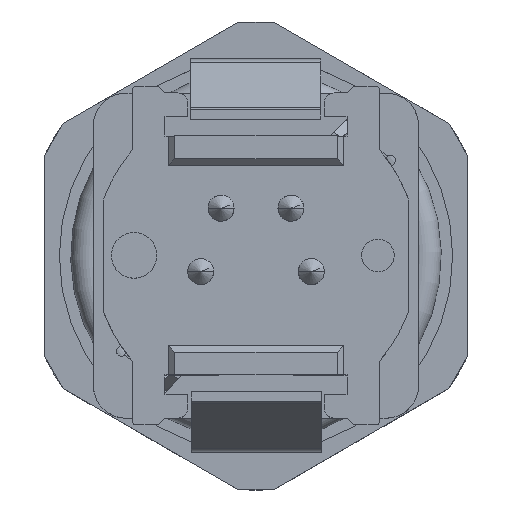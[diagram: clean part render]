
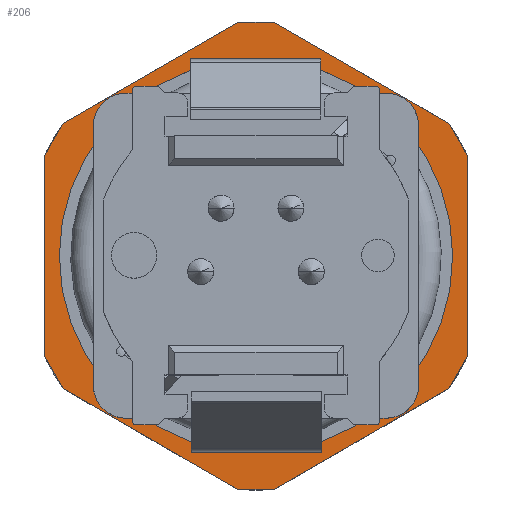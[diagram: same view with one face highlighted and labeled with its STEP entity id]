
A CAD part, top view. The second image highlights one B-rep face of the part: STEP entity #206.
In plain terms, the highlighted planar face has unit normal (0, 0, 1).
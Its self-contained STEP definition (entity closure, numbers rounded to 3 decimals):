
#76=AXIS2_PLACEMENT_3D('Plane Axis2P3D',#73,#74,#75) ;
#190=AXIS2_PLACEMENT_3D('Circle Axis2P3D',#188,#189,$) ;
#199=AXIS2_PLACEMENT_3D('Circle Axis2P3D',#197,#198,$) ;
#73=CARTESIAN_POINT('Axis2P3D Location',(13.125,7.203,8.)) ;
#79=CARTESIAN_POINT('Control Point',(12.432,11.284,8.)) ;
#80=CARTESIAN_POINT('Control Point',(12.647,10.971,8.)) ;
#81=CARTESIAN_POINT('Control Point',(12.837,10.642,8.)) ;
#82=CARTESIAN_POINT('Control Point',(13.,10.3,8.)) ;
#83=CARTESIAN_POINT('Vertex',(13.,10.3,8.)) ;
#85=CARTESIAN_POINT('Vertex',(12.432,11.284,8.)) ;
#89=CARTESIAN_POINT('Control Point',(7.068,14.381,8.)) ;
#90=CARTESIAN_POINT('Control Point',(8.856,13.348,8.)) ;
#91=CARTESIAN_POINT('Control Point',(10.644,12.316,8.)) ;
#92=CARTESIAN_POINT('Control Point',(12.432,11.284,8.)) ;
#93=CARTESIAN_POINT('Vertex',(7.068,14.381,8.)) ;
#97=CARTESIAN_POINT('Control Point',(5.932,14.381,8.)) ;
#98=CARTESIAN_POINT('Control Point',(6.31,14.411,8.)) ;
#99=CARTESIAN_POINT('Control Point',(6.69,14.411,8.)) ;
#100=CARTESIAN_POINT('Control Point',(7.068,14.381,8.)) ;
#101=CARTESIAN_POINT('Vertex',(5.932,14.381,8.)) ;
#105=CARTESIAN_POINT('Control Point',(0.568,11.284,8.)) ;
#106=CARTESIAN_POINT('Control Point',(2.356,12.316,8.)) ;
#107=CARTESIAN_POINT('Control Point',(4.144,13.348,8.)) ;
#108=CARTESIAN_POINT('Control Point',(5.932,14.381,8.)) ;
#109=CARTESIAN_POINT('Vertex',(0.568,11.284,8.)) ;
#113=CARTESIAN_POINT('Control Point',(0.,10.3,8.)) ;
#114=CARTESIAN_POINT('Control Point',(0.163,10.642,8.)) ;
#115=CARTESIAN_POINT('Control Point',(0.353,10.971,8.)) ;
#116=CARTESIAN_POINT('Control Point',(0.568,11.284,8.)) ;
#117=CARTESIAN_POINT('Vertex',(0.,10.3,8.)) ;
#121=CARTESIAN_POINT('Control Point',(0.,4.106,8.)) ;
#122=CARTESIAN_POINT('Control Point',(0.,6.171,8.)) ;
#123=CARTESIAN_POINT('Control Point',(0.,8.235,8.)) ;
#124=CARTESIAN_POINT('Control Point',(0.,10.3,8.)) ;
#125=CARTESIAN_POINT('Vertex',(0.,4.106,8.)) ;
#129=CARTESIAN_POINT('Control Point',(0.568,3.122,8.)) ;
#130=CARTESIAN_POINT('Control Point',(0.353,3.435,8.)) ;
#131=CARTESIAN_POINT('Control Point',(0.163,3.764,8.)) ;
#132=CARTESIAN_POINT('Control Point',(0.,4.106,8.)) ;
#133=CARTESIAN_POINT('Vertex',(0.568,3.122,8.)) ;
#137=CARTESIAN_POINT('Control Point',(5.931,0.026,8.)) ;
#138=CARTESIAN_POINT('Control Point',(4.144,1.058,8.)) ;
#139=CARTESIAN_POINT('Control Point',(2.356,2.09,8.)) ;
#140=CARTESIAN_POINT('Control Point',(0.568,3.122,8.)) ;
#141=CARTESIAN_POINT('Vertex',(5.931,0.026,8.)) ;
#145=CARTESIAN_POINT('Control Point',(7.069,0.026,8.)) ;
#146=CARTESIAN_POINT('Control Point',(6.69,-0.004,8.)) ;
#147=CARTESIAN_POINT('Control Point',(6.31,-0.004,8.)) ;
#148=CARTESIAN_POINT('Control Point',(5.931,0.026,8.)) ;
#149=CARTESIAN_POINT('Vertex',(7.069,0.026,8.)) ;
#153=CARTESIAN_POINT('Control Point',(12.432,3.122,8.)) ;
#154=CARTESIAN_POINT('Control Point',(10.644,2.09,8.)) ;
#155=CARTESIAN_POINT('Control Point',(8.856,1.058,8.)) ;
#156=CARTESIAN_POINT('Control Point',(7.069,0.026,8.)) ;
#157=CARTESIAN_POINT('Vertex',(12.432,3.122,8.)) ;
#161=CARTESIAN_POINT('Control Point',(13.,4.106,8.)) ;
#162=CARTESIAN_POINT('Control Point',(12.837,3.764,8.)) ;
#163=CARTESIAN_POINT('Control Point',(12.647,3.435,8.)) ;
#164=CARTESIAN_POINT('Control Point',(12.432,3.122,8.)) ;
#165=CARTESIAN_POINT('Vertex',(13.,4.106,8.)) ;
#169=CARTESIAN_POINT('Control Point',(13.,10.3,8.)) ;
#170=CARTESIAN_POINT('Control Point',(13.,8.235,8.)) ;
#171=CARTESIAN_POINT('Control Point',(13.,6.171,8.)) ;
#172=CARTESIAN_POINT('Control Point',(13.,4.106,8.)) ;
#188=CARTESIAN_POINT('Axis2P3D Location',(6.5,7.203,8.)) ;
#192=CARTESIAN_POINT('Vertex',(12.55,7.203,8.)) ;
#194=CARTESIAN_POINT('Vertex',(0.45,7.203,8.)) ;
#197=CARTESIAN_POINT('Axis2P3D Location',(6.5,7.203,8.)) ;
#74=DIRECTION('Axis2P3D Direction',(0.,0.,1.)) ;
#75=DIRECTION('Axis2P3D XDirection',(0.,-1.,0.)) ;
#189=DIRECTION('Axis2P3D Direction',(0.,0.,1.)) ;
#198=DIRECTION('Axis2P3D Direction',(0.,0.,1.)) ;
#175=ORIENTED_EDGE('',*,*,#87,.T.) ;
#176=ORIENTED_EDGE('',*,*,#95,.T.) ;
#177=ORIENTED_EDGE('',*,*,#103,.T.) ;
#178=ORIENTED_EDGE('',*,*,#111,.T.) ;
#179=ORIENTED_EDGE('',*,*,#119,.T.) ;
#180=ORIENTED_EDGE('',*,*,#127,.T.) ;
#181=ORIENTED_EDGE('',*,*,#135,.T.) ;
#182=ORIENTED_EDGE('',*,*,#143,.T.) ;
#183=ORIENTED_EDGE('',*,*,#151,.T.) ;
#184=ORIENTED_EDGE('',*,*,#159,.T.) ;
#185=ORIENTED_EDGE('',*,*,#167,.T.) ;
#186=ORIENTED_EDGE('',*,*,#173,.T.) ;
#203=ORIENTED_EDGE('',*,*,#196,.F.) ;
#204=ORIENTED_EDGE('',*,*,#201,.F.) ;
#205=FACE_BOUND('',#202,.T.) ;
#206=ADVANCED_FACE('V1',(#187,#205),#77,.T.) ;
#78=B_SPLINE_CURVE_WITH_KNOTS('',3,(#79,#80,#81,#82),.UNSPECIFIED.,.F.,.U.,(4,4),(0.,1.138),.UNSPECIFIED.) ;
#88=B_SPLINE_CURVE_WITH_KNOTS('',3,(#89,#90,#91,#92),.UNSPECIFIED.,.F.,.U.,(4,4),(0.,6.194),.UNSPECIFIED.) ;
#96=B_SPLINE_CURVE_WITH_KNOTS('',3,(#97,#98,#99,#100),.UNSPECIFIED.,.F.,.U.,(4,4),(0.,1.138),.UNSPECIFIED.) ;
#104=B_SPLINE_CURVE_WITH_KNOTS('',3,(#105,#106,#107,#108),.UNSPECIFIED.,.F.,.U.,(4,4),(0.,6.194),.UNSPECIFIED.) ;
#112=B_SPLINE_CURVE_WITH_KNOTS('',3,(#113,#114,#115,#116),.UNSPECIFIED.,.F.,.U.,(4,4),(0.,1.138),.UNSPECIFIED.) ;
#120=B_SPLINE_CURVE_WITH_KNOTS('',3,(#121,#122,#123,#124),.UNSPECIFIED.,.F.,.U.,(4,4),(0.,6.194),.UNSPECIFIED.) ;
#128=B_SPLINE_CURVE_WITH_KNOTS('',3,(#129,#130,#131,#132),.UNSPECIFIED.,.F.,.U.,(4,4),(0.,1.139),.UNSPECIFIED.) ;
#136=B_SPLINE_CURVE_WITH_KNOTS('',3,(#137,#138,#139,#140),.UNSPECIFIED.,.F.,.U.,(4,4),(0.,6.193),.UNSPECIFIED.) ;
#144=B_SPLINE_CURVE_WITH_KNOTS('',3,(#145,#146,#147,#148),.UNSPECIFIED.,.F.,.U.,(4,4),(0.,1.139),.UNSPECIFIED.) ;
#152=B_SPLINE_CURVE_WITH_KNOTS('',3,(#153,#154,#155,#156),.UNSPECIFIED.,.F.,.U.,(4,4),(0.,6.193),.UNSPECIFIED.) ;
#160=B_SPLINE_CURVE_WITH_KNOTS('',3,(#161,#162,#163,#164),.UNSPECIFIED.,.F.,.U.,(4,4),(0.,1.139),.UNSPECIFIED.) ;
#168=B_SPLINE_CURVE_WITH_KNOTS('',3,(#169,#170,#171,#172),.UNSPECIFIED.,.F.,.U.,(4,4),(0.,6.194),.UNSPECIFIED.) ;
#191=CIRCLE('generated circle',#190,6.05) ;
#200=CIRCLE('generated circle',#199,6.05) ;
#87=EDGE_CURVE('',#84,#86,#78,.F.) ;
#95=EDGE_CURVE('',#86,#94,#88,.F.) ;
#103=EDGE_CURVE('',#94,#102,#96,.F.) ;
#111=EDGE_CURVE('',#102,#110,#104,.F.) ;
#119=EDGE_CURVE('',#110,#118,#112,.F.) ;
#127=EDGE_CURVE('',#118,#126,#120,.F.) ;
#135=EDGE_CURVE('',#126,#134,#128,.F.) ;
#143=EDGE_CURVE('',#134,#142,#136,.F.) ;
#151=EDGE_CURVE('',#142,#150,#144,.F.) ;
#159=EDGE_CURVE('',#150,#158,#152,.F.) ;
#167=EDGE_CURVE('',#158,#166,#160,.F.) ;
#173=EDGE_CURVE('',#166,#84,#168,.F.) ;
#196=EDGE_CURVE('',#193,#195,#191,.T.) ;
#201=EDGE_CURVE('',#195,#193,#200,.T.) ;
#174=EDGE_LOOP('',(#175,#176,#177,#178,#179,#180,#181,#182,#183,#184,#185,#186)) ;
#202=EDGE_LOOP('',(#203,#204)) ;
#187=FACE_OUTER_BOUND('',#174,.T.) ;
#77=PLANE('',#76) ;
#84=VERTEX_POINT('',#83) ;
#86=VERTEX_POINT('',#85) ;
#94=VERTEX_POINT('',#93) ;
#102=VERTEX_POINT('',#101) ;
#110=VERTEX_POINT('',#109) ;
#118=VERTEX_POINT('',#117) ;
#126=VERTEX_POINT('',#125) ;
#134=VERTEX_POINT('',#133) ;
#142=VERTEX_POINT('',#141) ;
#150=VERTEX_POINT('',#149) ;
#158=VERTEX_POINT('',#157) ;
#166=VERTEX_POINT('',#165) ;
#193=VERTEX_POINT('',#192) ;
#195=VERTEX_POINT('',#194) ;
